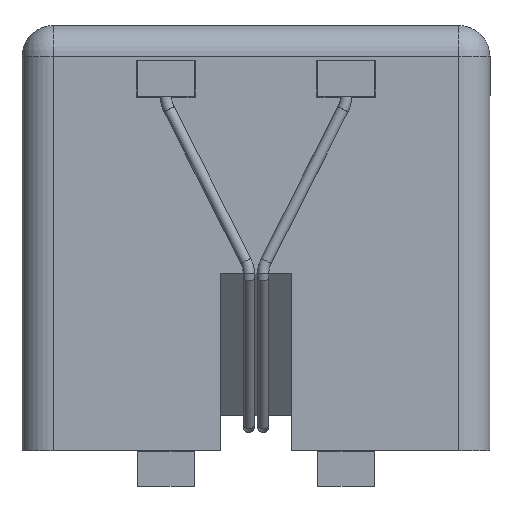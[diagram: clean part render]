
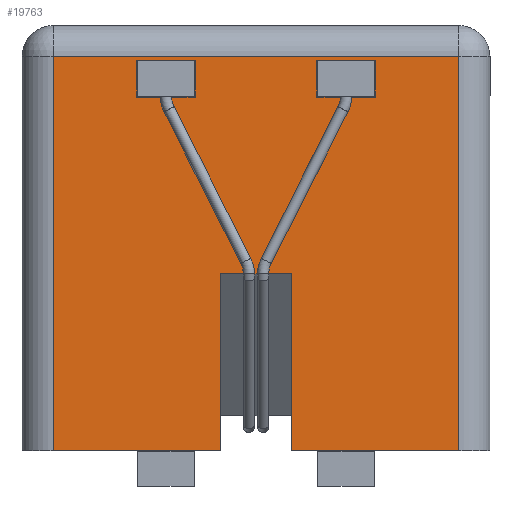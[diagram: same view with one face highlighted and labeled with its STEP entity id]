
A CAD part, left-side view. The second image highlights one B-rep face of the part: STEP entity #19763.
In plain terms, the highlighted face is planar.
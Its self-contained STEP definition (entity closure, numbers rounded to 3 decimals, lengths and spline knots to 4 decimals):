
#1352=LINE('',#25585,#1844);
#1356=LINE('',#25594,#1848);
#1360=LINE('',#25601,#1852);
#1415=LINE('',#25729,#1907);
#1425=LINE('',#25758,#1917);
#1431=LINE('',#25769,#1923);
#1437=LINE('',#25781,#1929);
#1445=LINE('',#25805,#1937);
#1448=LINE('',#25811,#1940);
#1451=LINE('',#25816,#1943);
#1453=LINE('',#25820,#1945);
#1461=LINE('',#25860,#1953);
#1464=LINE('',#25867,#1956);
#1469=LINE('',#25882,#1961);
#1492=LINE('',#25962,#1984);
#1493=LINE('',#25963,#1985);
#1844=VECTOR('',#22037,1000.);
#1848=VECTOR('',#22043,1000.);
#1852=VECTOR('',#22049,1000.);
#1907=VECTOR('',#22162,1000.);
#1917=VECTOR('',#22188,1000.);
#1923=VECTOR('',#22200,1000.);
#1929=VECTOR('',#22208,1000.);
#1937=VECTOR('',#22230,1000.);
#1940=VECTOR('',#22237,1000.);
#1943=VECTOR('',#22242,1000.);
#1945=VECTOR('',#22246,1000.);
#1953=VECTOR('',#22292,1000.);
#1956=VECTOR('',#22299,1000.);
#1961=VECTOR('',#22318,1000.);
#1984=VECTOR('',#22411,1000.);
#1985=VECTOR('',#22412,1000.);
#2705=ORIENTED_EDGE('',*,*,#6915,.F.);
#2706=ORIENTED_EDGE('',*,*,#6929,.F.);
#2707=ORIENTED_EDGE('',*,*,#6956,.F.);
#2708=ORIENTED_EDGE('',*,*,#6935,.F.);
#2709=ORIENTED_EDGE('',*,*,#6959,.T.);
#2710=ORIENTED_EDGE('',*,*,#6941,.T.);
#2711=ORIENTED_EDGE('',*,*,#6953,.T.);
#2712=ORIENTED_EDGE('',*,*,#6961,.T.);
#2713=ORIENTED_EDGE('',*,*,#6852,.F.);
#2714=ORIENTED_EDGE('',*,*,#6848,.T.);
#2715=ORIENTED_EDGE('',*,*,#7032,.F.);
#2716=ORIENTED_EDGE('',*,*,#6992,.T.);
#2717=ORIENTED_EDGE('',*,*,#6984,.T.);
#2718=ORIENTED_EDGE('',*,*,#6980,.F.);
#2719=ORIENTED_EDGE('',*,*,#7033,.F.);
#2720=ORIENTED_EDGE('',*,*,#6844,.F.);
#6844=EDGE_CURVE('',#9067,#9068,#1352,.T.);
#6848=EDGE_CURVE('',#9072,#9071,#1356,.T.);
#6852=EDGE_CURVE('',#9072,#9067,#1360,.T.);
#6915=EDGE_CURVE('',#9117,#9118,#1415,.T.);
#6929=EDGE_CURVE('',#9128,#9117,#1425,.T.);
#6935=EDGE_CURVE('',#9118,#9131,#1431,.T.);
#6941=EDGE_CURVE('',#9133,#9135,#1437,.T.);
#6953=EDGE_CURVE('',#9135,#9144,#1445,.T.);
#6956=EDGE_CURVE('',#9131,#9128,#1448,.T.);
#6959=EDGE_CURVE('',#9147,#9133,#1451,.T.);
#6961=EDGE_CURVE('',#9144,#9147,#1453,.T.);
#6980=EDGE_CURVE('',#9159,#9157,#1461,.T.);
#6984=EDGE_CURVE('',#9162,#9157,#1464,.T.);
#6992=EDGE_CURVE('',#9166,#9162,#1469,.T.);
#7032=EDGE_CURVE('',#9166,#9071,#1492,.T.);
#7033=EDGE_CURVE('',#9068,#9159,#1493,.T.);
#9067=VERTEX_POINT('',#25584);
#9068=VERTEX_POINT('',#25586);
#9071=VERTEX_POINT('',#25593);
#9072=VERTEX_POINT('',#25595);
#9117=VERTEX_POINT('',#25728);
#9118=VERTEX_POINT('',#25730);
#9128=VERTEX_POINT('',#25757);
#9131=VERTEX_POINT('',#25770);
#9133=VERTEX_POINT('',#25776);
#9135=VERTEX_POINT('',#25780);
#9144=VERTEX_POINT('',#25804);
#9147=VERTEX_POINT('',#25817);
#9157=VERTEX_POINT('',#25850);
#9159=VERTEX_POINT('',#25858);
#9162=VERTEX_POINT('',#25865);
#9166=VERTEX_POINT('',#25883);
#11585=EDGE_LOOP('',(#2705,#2706,#2707,#2708));
#11586=EDGE_LOOP('',(#2709,#2710,#2711,#2712));
#11587=EDGE_LOOP('',(#2713,#2714,#2715,#2716,#2717,#2718,#2719,#2720));
#12511=FACE_BOUND('',#11585,.T.);
#12512=FACE_BOUND('',#11586,.T.);
#12513=FACE_BOUND('',#11587,.T.);
#13398=PLANE('',#20698);
#19763=ADVANCED_FACE('',(#12511,#12512,#12513),#13398,.F.);
#20698=AXIS2_PLACEMENT_3D('',#25961,#22409,#22410);
#22037=DIRECTION('',(0.,0.,1.));
#22043=DIRECTION('',(0.,0.,1.));
#22049=DIRECTION('',(-1.,0.,0.));
#22162=DIRECTION('',(1.,0.,0.));
#22188=DIRECTION('',(0.,0.,1.));
#22200=DIRECTION('',(0.,0.,-1.));
#22208=DIRECTION('',(-1.,0.,0.));
#22230=DIRECTION('',(0.,0.,-1.));
#22237=DIRECTION('',(-1.,0.,0.));
#22242=DIRECTION('',(0.,0.,1.));
#22246=DIRECTION('',(1.,0.,0.));
#22292=DIRECTION('',(0.,0.,-1.));
#22299=DIRECTION('',(-1.,0.,0.));
#22318=DIRECTION('',(0.,0.,-1.));
#22409=DIRECTION('',(0.,-1.,0.));
#22410=DIRECTION('',(0.,0.,-1.));
#22411=DIRECTION('',(-1.,0.,0.));
#22412=DIRECTION('',(-1.,0.,0.));
#25584=CARTESIAN_POINT('',(-0.25,2.5,0.25));
#25585=CARTESIAN_POINT('',(-0.25,2.5,0.25));
#25586=CARTESIAN_POINT('',(-0.25,2.5,1.5));
#25593=CARTESIAN_POINT('',(0.25,2.5,1.5));
#25594=CARTESIAN_POINT('',(0.25,2.5,0.25));
#25595=CARTESIAN_POINT('',(0.25,2.5,0.25));
#25601=CARTESIAN_POINT('',(0.25,2.5,0.25));
#25728=CARTESIAN_POINT('',(0.43,2.5,-0.995));
#25729=CARTESIAN_POINT('',(0.43,2.5,-0.995));
#25730=CARTESIAN_POINT('',(0.84,2.5,-0.995));
#25757=CARTESIAN_POINT('',(0.43,2.5,-1.255));
#25758=CARTESIAN_POINT('',(0.43,2.5,-1.255));
#25769=CARTESIAN_POINT('',(0.84,2.5,-0.995));
#25770=CARTESIAN_POINT('',(0.84,2.5,-1.255));
#25776=CARTESIAN_POINT('',(-0.43,2.5,-0.995));
#25780=CARTESIAN_POINT('',(-0.84,2.5,-0.995));
#25781=CARTESIAN_POINT('',(-0.43,2.5,-0.995));
#25804=CARTESIAN_POINT('',(-0.84,2.5,-1.255));
#25805=CARTESIAN_POINT('',(-0.84,2.5,-0.995));
#25811=CARTESIAN_POINT('',(0.84,2.5,-1.255));
#25816=CARTESIAN_POINT('',(-0.43,2.5,-1.255));
#25817=CARTESIAN_POINT('',(-0.43,2.5,-1.255));
#25820=CARTESIAN_POINT('',(-0.84,2.5,-1.255));
#25850=CARTESIAN_POINT('',(-1.43,2.5,-1.28));
#25858=CARTESIAN_POINT('',(-1.43,2.5,1.5));
#25860=CARTESIAN_POINT('',(-1.43,2.5,1.5));
#25865=CARTESIAN_POINT('',(1.43,2.5,-1.28));
#25867=CARTESIAN_POINT('',(1.65,2.5,-1.28));
#25882=CARTESIAN_POINT('',(1.43,2.5,1.5));
#25883=CARTESIAN_POINT('',(1.43,2.5,1.5));
#25961=CARTESIAN_POINT('',(1.65,2.5,1.5));
#25962=CARTESIAN_POINT('',(1.65,2.5,1.5));
#25963=CARTESIAN_POINT('',(1.65,2.5,1.5));
